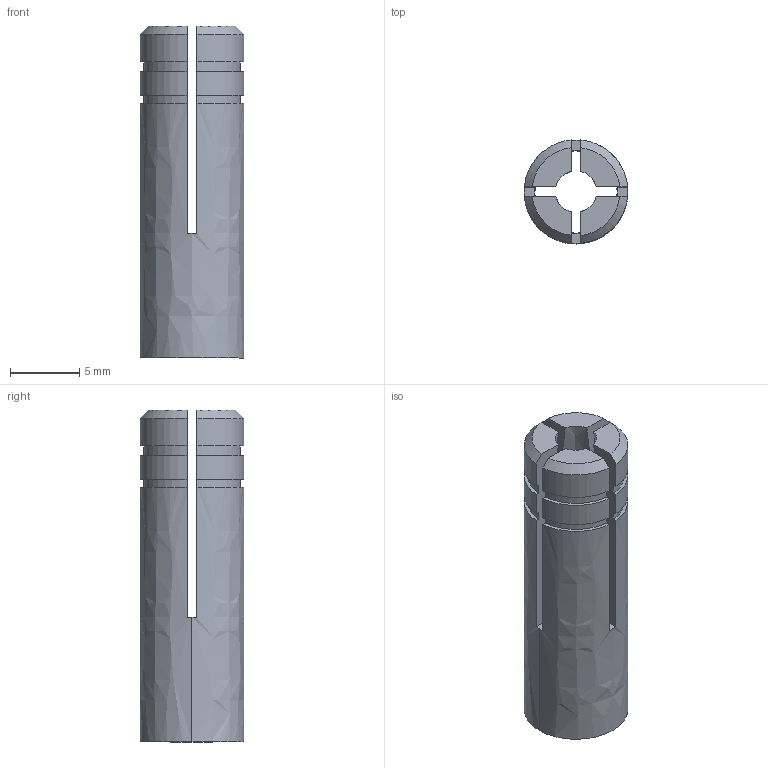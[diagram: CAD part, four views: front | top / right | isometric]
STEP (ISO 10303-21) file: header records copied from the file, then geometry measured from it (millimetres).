
FILE_DESCRIPTION(/* description */ (''),/* implementation_level */ '2;1');
FILE_NAME(/* name */ '3483061',/* time_stamp */ '2014-01-15T10:02:30+01:00',/* author */ (''),/* organization */ (''),/* preprocessor_version */ 'ST-DEVELOPER v15',/* originating_system */ '',/* authorisation */ '');
FILE_SCHEMA (('CONFIG_CONTROL_DESIGN'));
Length unit declared in the file: millimetre
Products named in the file (1): Document
Bounding box: 7.5 x 7.5 x 24 mm (x, y, z)
Volume: 451.4 mm3; surface area: 1099.8 mm2
Topology: 1 solids, 1 shells, 66 faces, 194 edges, 128 vertices
Faces by surface type: bspline 54, plane 12
Entity records: 2784 total; most frequent: CARTESIAN_POINT 1622, ORIENTED_EDGE 388, EDGE_CURVE 194, VERTEX_POINT 128, B_SPLINE_CURVE_WITH_KNOTS 126, ADVANCED_FACE 66, FACE_OUTER_BOUND 66, EDGE_LOOP 66
